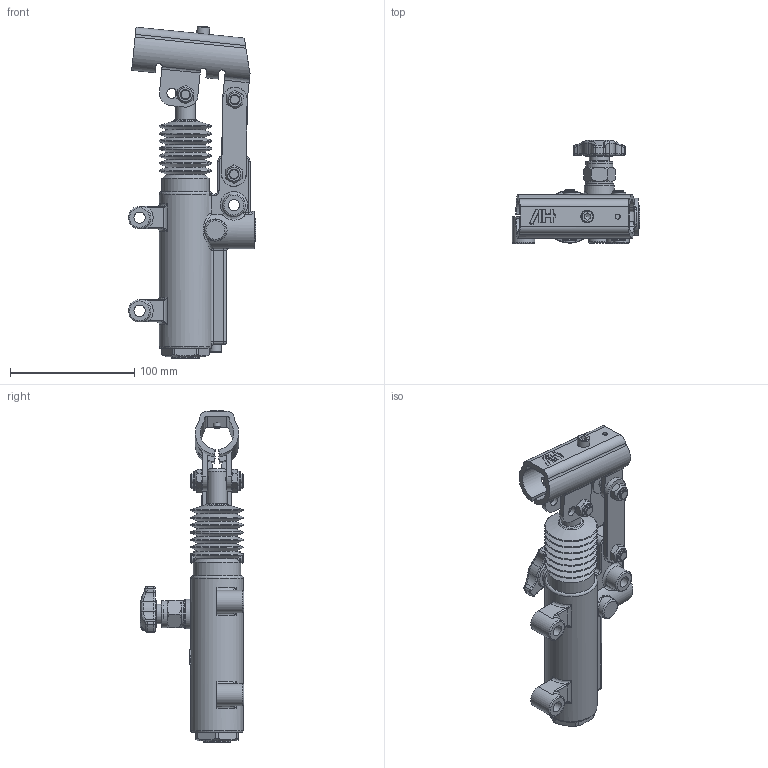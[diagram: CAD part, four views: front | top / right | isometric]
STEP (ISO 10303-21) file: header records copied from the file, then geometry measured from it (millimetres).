
FILE_DESCRIPTION((''),'2;1');
FILE_NAME('PMP 20 s (HV) STEP.stp','2014-08-05T13:12:04',('Christian'),(''),'Autodesk Inventor 2013','Autodesk Inventor 2013','');
FILE_SCHEMA(('AUTOMOTIVE_DESIGN { 1 0 10303 214 1 1 1 1 }'));
Length unit declared in the file: millimetre
Products named in the file (1): 6074.0059.10.50 Derivazione 2
Bounding box: 102.5 x 83.22 x 267.26 mm (x, y, z)
Volume: 618.6 mm3; surface area: 122265.3 mm2
Topology: 8 solids, 12 shells, 1300 faces, 3277 edges, 2054 vertices
Faces by surface type: plane 593, cylinder 256, bspline 207, torus 126, cone 103, sphere 15
Full cylindrical faces by diameter (mm): 4 x2, 5 x1, 6 x1, 8 x17, 9 x3, 10 x3, 11.05 x6, 13.5 x1, 14.95 x1, 15.5 x1, 16 x2, 17 x1, 17.5 x1, 18 x6, 18.631 x1, 19.5 x1, 21 x1, 21.8 x2, 22.5 x1, 23 x1, 24 x1, 25 x1, 28.5 x2, 30 x1, 33 x2, 38.004 x1, 40 x1
Entity records: 41488 total; most frequent: CARTESIAN_POINT 11295, ORIENTED_EDGE 6078, DIRECTION 5427, EDGE_CURVE 3039, VERTEX_POINT 2005, AXIS2_PLACEMENT_3D 1896, VECTOR 1635, LINE 1635
